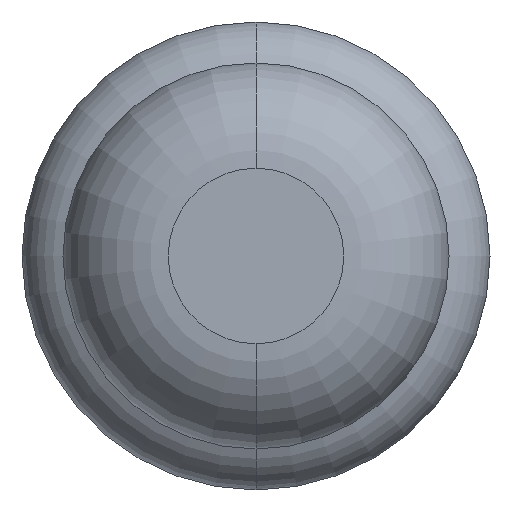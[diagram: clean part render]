
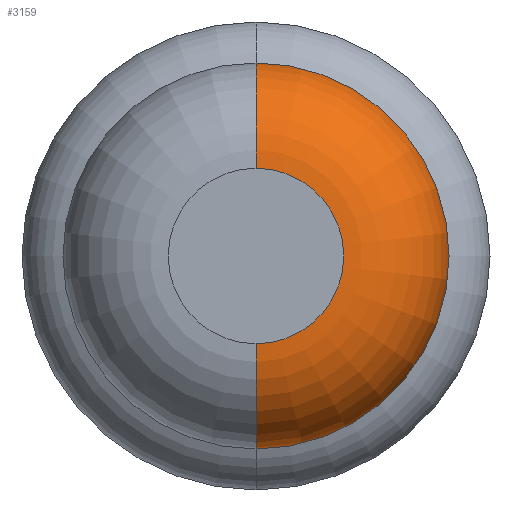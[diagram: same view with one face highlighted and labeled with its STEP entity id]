
A CAD part, front view. The second image highlights one B-rep face of the part: STEP entity #3159.
In plain terms, the highlighted toroidal (fillet/blend) face has major radius 0.375 mm and minor radius 0.45 mm.
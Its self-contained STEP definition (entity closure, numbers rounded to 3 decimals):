
#178 = ORIENTED_EDGE ( 'NONE', *, *, #4106, .F. ) ;
#192 = AXIS2_PLACEMENT_3D ( 'NONE', #3775, #1787, #804 ) ;
#259 = DIRECTION ( 'NONE',  ( 0., 0., -1. ) ) ;
#563 = AXIS2_PLACEMENT_3D ( 'NONE', #4327, #3028, #3688 ) ;
#647 = ORIENTED_EDGE ( 'NONE', *, *, #1349, .T. ) ;
#804 = DIRECTION ( 'NONE',  ( 0., 0., 1. ) ) ;
#887 = DIRECTION ( 'NONE',  ( 0., 1., 0. ) ) ;
#920 = CARTESIAN_POINT ( 'NONE',  ( 0., -26.95, -0.375 ) ) ;
#1349 = EDGE_CURVE ( 'Defeature ausgef�hrt1_8+Defeature ausgef�hrt1_7+Defeature ausgef�hrt1_7+Defeature ausgef�hrt1_7', #1734, #3082, #2292, .T. ) ;
#1377 = VERTEX_POINT ( 'NONE', #3139 ) ;
#1587 = DIRECTION ( 'NONE',  ( 0., 0., 1. ) ) ;
#1734 = VERTEX_POINT ( 'NONE', #2428 ) ;
#1787 = DIRECTION ( 'NONE',  ( 0., 1., 0. ) ) ;
#1910 = CARTESIAN_POINT ( 'NONE',  ( 0., -26.95, 0. ) ) ;
#2120 = AXIS2_PLACEMENT_3D ( 'NONE', #1910, #887, #1587 ) ;
#2230 = CARTESIAN_POINT ( 'NONE',  ( 0., -26.95, 0.375 ) ) ;
#2239 = EDGE_CURVE ( 'NONE', #3082, #2409, #3017, .T. ) ;
#2285 = CIRCLE ( 'NONE', #3448, 0.45 ) ;
#2292 = CIRCLE ( 'NONE', #192, 0.375 ) ;
#2365 = ORIENTED_EDGE ( 'NONE', *, *, #2797, .F. ) ;
#2409 = VERTEX_POINT ( 'NONE', #3735 ) ;
#2428 = CARTESIAN_POINT ( 'NONE',  ( 0., -27.4, 0.375 ) ) ;
#2797 = EDGE_CURVE ( 'Defeature ausgef�hrt1_9+Defeature ausgef�hrt1_8+Defeature ausgef�hrt1_8+Defeature ausgef�hrt1_8', #1377, #2409, #2970, .T. ) ;
#2859 = DIRECTION ( 'NONE',  ( 0., 0., 1. ) ) ;
#2885 = DIRECTION ( 'NONE',  ( -1., 0., 0. ) ) ;
#2938 = EDGE_LOOP ( 'NONE', ( #647, #3737, #2365, #178 ) ) ;
#2970 = CIRCLE ( 'NONE', #563, 0.825 ) ;
#3017 = CIRCLE ( 'NONE', #3772, 0.45 ) ;
#3028 = DIRECTION ( 'NONE',  ( 0., 1., 0. ) ) ;
#3082 = VERTEX_POINT ( 'NONE', #3896 ) ;
#3115 = TOROIDAL_SURFACE ( 'NONE', #2120, 0.375, 0.45 ) ;
#3139 = CARTESIAN_POINT ( 'NONE',  ( 0., -26.95, 0.825 ) ) ;
#3159 = ADVANCED_FACE ( 'Defeature ausgef�hrt1_8', ( #3556 ), #3115, .T. ) ;
#3448 = AXIS2_PLACEMENT_3D ( 'NONE', #2230, #2885, #2859 ) ;
#3556 = FACE_OUTER_BOUND ( 'NONE', #2938, .T. ) ;
#3688 = DIRECTION ( 'NONE',  ( 0., 0., 1. ) ) ;
#3735 = CARTESIAN_POINT ( 'NONE',  ( 0., -26.95, -0.825 ) ) ;
#3737 = ORIENTED_EDGE ( 'NONE', *, *, #2239, .T. ) ;
#3772 = AXIS2_PLACEMENT_3D ( 'NONE', #920, #4263, #259 ) ;
#3775 = CARTESIAN_POINT ( 'NONE',  ( 0., -27.4, 0. ) ) ;
#3896 = CARTESIAN_POINT ( 'NONE',  ( 0., -27.4, -0.375 ) ) ;
#4106 = EDGE_CURVE ( 'NONE', #1734, #1377, #2285, .T. ) ;
#4263 = DIRECTION ( 'NONE',  ( 1., 0., 0. ) ) ;
#4327 = CARTESIAN_POINT ( 'NONE',  ( 0., -26.95, 0. ) ) ;
